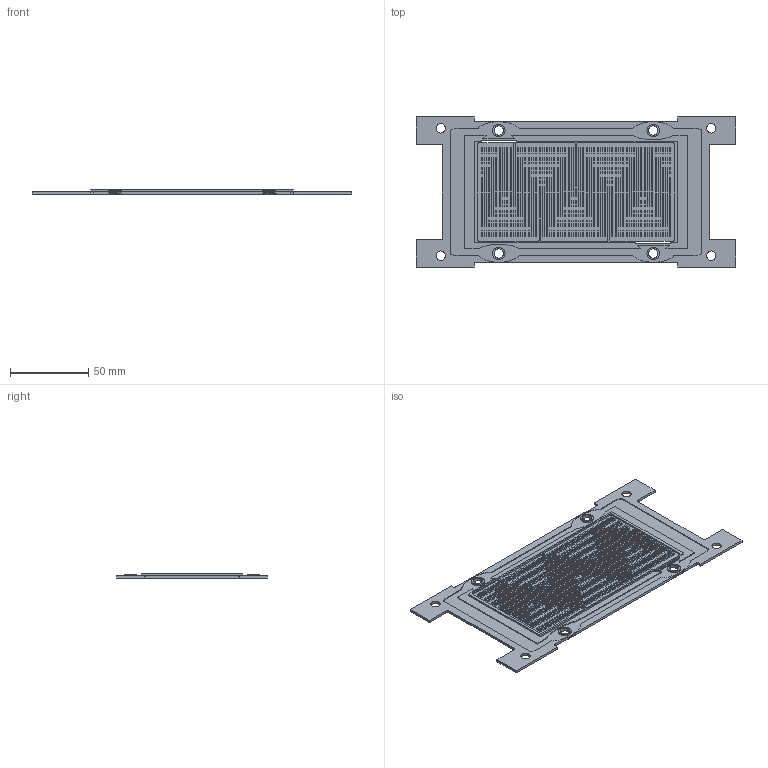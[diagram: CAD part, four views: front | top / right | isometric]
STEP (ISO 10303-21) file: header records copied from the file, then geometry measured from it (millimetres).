
FILE_DESCRIPTION(/* description */ (''),/* implementation_level */ '2;1');
FILE_NAME(/* name */ 'HBAT-Anode v1.step',/* time_stamp */ '2021-10-26T14:44:09+02:00',/* author */ (''),/* organization */ (''),/* preprocessor_version */ 'ST-DEVELOPER v18.1',/* originating_system */ 'Autodesk Translation Framework v10.10.0.1391',/* authorisation */ '');
FILE_SCHEMA (('AUTOMOTIVE_DESIGN { 1 0 10303 214 3 1 1 }'));
Length unit declared in the file: millimetre
Products named in the file (1): HBAT-Anode
Bounding box: 204 x 96 x 2.7 mm (x, y, z)
Volume: 26060.8 mm3; surface area: 42211.7 mm2
Topology: 1 solids, 1 shells, 1335 faces, 3275 edges, 2176 vertices
Faces by surface type: plane 1245, bspline 52, cylinder 38
Full cylindrical faces by diameter (mm): 6 x8, 8 x6
Entity records: 39022 total; most frequent: CARTESIAN_POINT 7374, ORIENTED_EDGE 6550, DIRECTION 5990, EDGE_CURVE 3275, LINE 3094, VECTOR 3094, VERTEX_POINT 2176, EDGE_LOOP 1589
